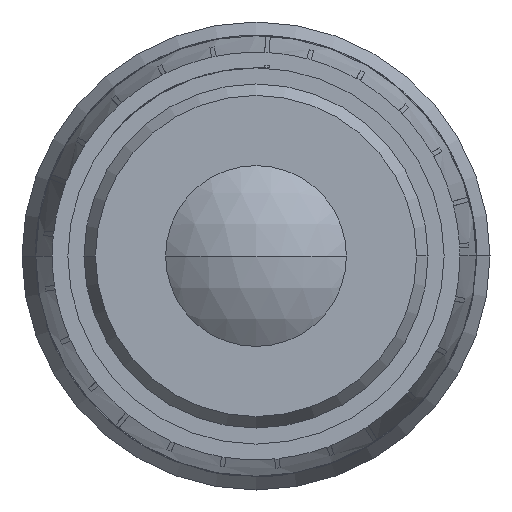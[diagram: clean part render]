
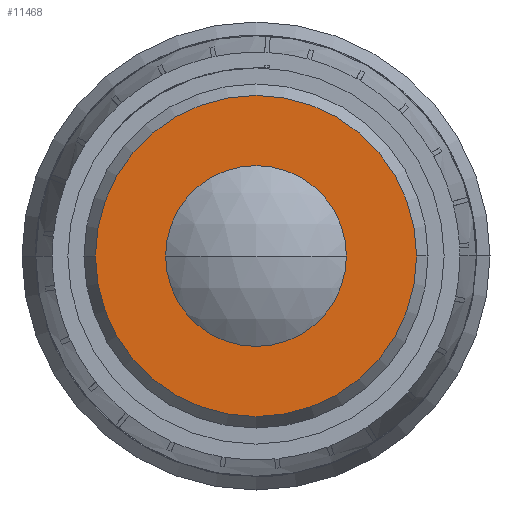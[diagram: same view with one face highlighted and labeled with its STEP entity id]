
A CAD part, left-side view. The second image highlights one B-rep face of the part: STEP entity #11468.
In plain terms, the highlighted planar face has unit normal (-1, 0, 0).
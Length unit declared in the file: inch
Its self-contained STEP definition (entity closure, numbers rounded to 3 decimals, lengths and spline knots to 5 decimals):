
#8885 = VERTEX_POINT ( 'NONE', #51066 ) ;
#8968 = EDGE_CURVE ( 'NONE', #8997, #8885, #51207, .T. ) ;
#8980 = VERTEX_POINT ( 'NONE', #51202 ) ;
#8995 = EDGE_CURVE ( 'NONE', #9112, #8980, #51273, .T. ) ;
#8997 = VERTEX_POINT ( 'NONE', #51272 ) ;
#9112 = VERTEX_POINT ( 'NONE', #64297 ) ;
#11373 = EDGE_LOOP ( 'NONE', ( #11379, #11667 ) ) ;
#11379 = ORIENTED_EDGE ( 'NONE', *, *, #8968, .T. ) ;
#11468 = ADVANCED_FACE ( 'NONE', ( #23191, #23324 ), #23210, .F. ) ;
#11494 = EDGE_LOOP ( 'NONE', ( #11664, #11511 ) ) ;
#11511 = ORIENTED_EDGE ( 'NONE', *, *, #11682, .F. ) ;
#11664 = ORIENTED_EDGE ( 'NONE', *, *, #8995, .F. ) ;
#11667 = ORIENTED_EDGE ( 'NONE', *, *, #11779, .T. ) ;
#11682 = EDGE_CURVE ( 'NONE', #8980, #9112, #24188, .T. ) ;
#11779 = EDGE_CURVE ( 'NONE', #8885, #8997, #24755, .T. ) ;
#23105 = DIRECTION ( 'NONE',  ( 0., 1., 0. ) ) ;
#23106 = DIRECTION ( 'NONE',  ( 1., 0., 0. ) ) ;
#23109 = CARTESIAN_POINT ( 'NONE',  ( 0.69, 0., 0. ) ) ;
#23191 = FACE_OUTER_BOUND ( 'NONE', #11494, .T. ) ;
#23203 = AXIS2_PLACEMENT_3D ( 'NONE', #23109, #23106, #23105 ) ;
#23210 = PLANE ( 'NONE',  #23203 ) ;
#23324 = FACE_BOUND ( 'NONE', #11373, .T. ) ;
#24166 = DIRECTION ( 'NONE',  ( 0., 1., 0. ) ) ;
#24186 = DIRECTION ( 'NONE',  ( 1., 0., 0. ) ) ;
#24187 = CARTESIAN_POINT ( 'NONE',  ( 0.69, 0., 0. ) ) ;
#24188 = CIRCLE ( 'NONE', #24191, 0.175 ) ;
#24191 = AXIS2_PLACEMENT_3D ( 'NONE', #24187, #24186, #24166 ) ;
#24701 = DIRECTION ( 'NONE',  ( 0., 1., 0. ) ) ;
#24702 = DIRECTION ( 'NONE',  ( 1., 0., 0. ) ) ;
#24703 = CARTESIAN_POINT ( 'NONE',  ( 0.69, 0., 0. ) ) ;
#24705 = AXIS2_PLACEMENT_3D ( 'NONE', #24703, #24702, #24701 ) ;
#24755 = CIRCLE ( 'NONE', #24705, 0.0985 ) ;
#51066 = CARTESIAN_POINT ( 'NONE',  ( 0.69, -0.0985, 0. ) ) ;
#51202 = CARTESIAN_POINT ( 'NONE',  ( 0.69, -0.175, 0. ) ) ;
#51204 = DIRECTION ( 'NONE',  ( 0., 1., 0. ) ) ;
#51205 = DIRECTION ( 'NONE',  ( 1., 0., 0. ) ) ;
#51206 = CARTESIAN_POINT ( 'NONE',  ( 0.69, 0., 0. ) ) ;
#51207 = CIRCLE ( 'NONE', #51245, 0.0985 ) ;
#51245 = AXIS2_PLACEMENT_3D ( 'NONE', #51206, #51205, #51204 ) ;
#51268 = DIRECTION ( 'NONE',  ( 0., 1., 0. ) ) ;
#51269 = DIRECTION ( 'NONE',  ( 1., 0., 0. ) ) ;
#51270 = CARTESIAN_POINT ( 'NONE',  ( 0.69, 0., 0. ) ) ;
#51271 = AXIS2_PLACEMENT_3D ( 'NONE', #51270, #51269, #51268 ) ;
#51272 = CARTESIAN_POINT ( 'NONE',  ( 0.69, 0.0985, 0. ) ) ;
#51273 = CIRCLE ( 'NONE', #51271, 0.175 ) ;
#64297 = CARTESIAN_POINT ( 'NONE',  ( 0.69, 0.175, 0. ) ) ;
